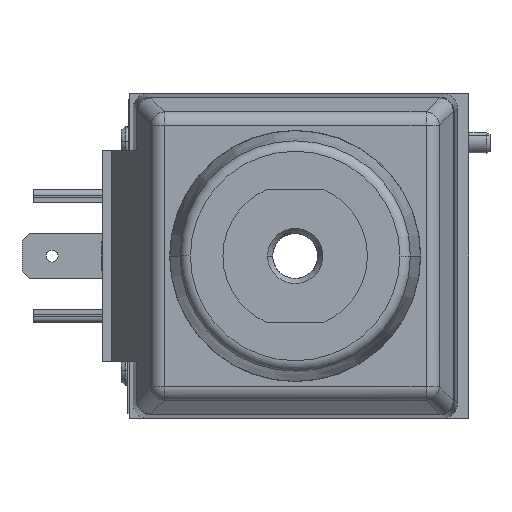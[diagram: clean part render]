
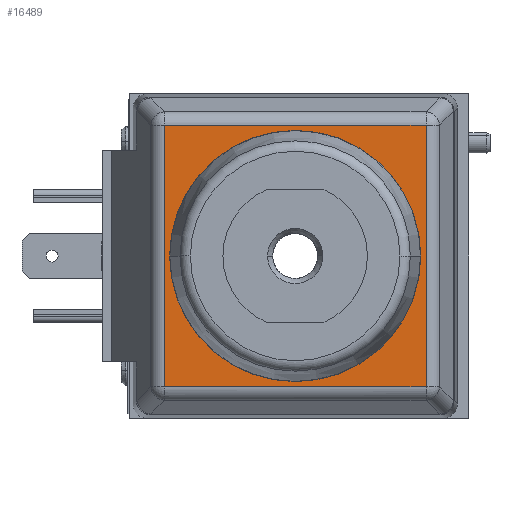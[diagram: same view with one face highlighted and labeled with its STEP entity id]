
A CAD part, left-side view. The second image highlights one B-rep face of the part: STEP entity #16489.
In plain terms, the highlighted planar face has unit normal (-1, 0, 0).
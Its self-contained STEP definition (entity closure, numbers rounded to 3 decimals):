
#3264=CARTESIAN_POINT('',(-98.575,24.6,0.));
#3265=DIRECTION('',(-1.,0.,0.));
#3266=DIRECTION('',(0.,1.,0.));
#3267=AXIS2_PLACEMENT_3D('',#3264,#3265,#3266);
#3269=CARTESIAN_POINT('',(-98.575,24.6,0.));
#3270=DIRECTION('',(-1.,0.,0.));
#3271=DIRECTION('',(0.,-1.,0.));
#3272=AXIS2_PLACEMENT_3D('',#3269,#3270,#3271);
#3283=DIRECTION('',(0.,0.,1.));
#3284=VECTOR('',#3283,37.079);
#3285=CARTESIAN_POINT('',(-98.575,43.141,-18.54));
#3286=LINE('',#3285,#3284);
#3333=DIRECTION('',(0.,1.,0.));
#3334=VECTOR('',#3333,37.08);
#3335=CARTESIAN_POINT('',(-98.575,6.06,-18.54));
#3336=LINE('',#3335,#3334);
#3383=DIRECTION('',(0.,0.,-1.));
#3384=VECTOR('',#3383,37.079);
#3385=CARTESIAN_POINT('',(-98.575,6.06,18.54));
#3386=LINE('',#3385,#3384);
#3433=DIRECTION('',(0.,-1.,0.));
#3434=VECTOR('',#3433,37.08);
#3435=CARTESIAN_POINT('',(-98.575,43.141,18.54));
#3436=LINE('',#3435,#3434);
#11723=CARTESIAN_POINT('',(-98.575,43.141,-18.54));
#11724=CARTESIAN_POINT('',(-98.575,43.141,18.54));
#11725=VERTEX_POINT('',#11723);
#11726=VERTEX_POINT('',#11724);
#11731=CARTESIAN_POINT('',(-98.575,6.06,18.54));
#11732=VERTEX_POINT('',#11731);
#11737=CARTESIAN_POINT('',(-98.575,6.06,-18.54));
#11738=VERTEX_POINT('',#11737);
#12057=CARTESIAN_POINT('',(-98.575,42.395,0.));
#12058=CARTESIAN_POINT('',(-98.575,6.805,0.));
#12059=VERTEX_POINT('',#12057);
#12060=VERTEX_POINT('',#12058);
#16469=CARTESIAN_POINT('',(-98.575,24.6,0.));
#16470=DIRECTION('',(-1.,0.,0.));
#16471=DIRECTION('',(0.,0.,1.));
#16472=AXIS2_PLACEMENT_3D('',#16469,#16470,#16471);
#16473=PLANE('',#16472);
#16475=ORIENTED_EDGE('',*,*,#16474,.T.);
#16477=ORIENTED_EDGE('',*,*,#16476,.T.);
#16479=ORIENTED_EDGE('',*,*,#16478,.T.);
#16481=ORIENTED_EDGE('',*,*,#16480,.T.);
#16482=EDGE_LOOP('',(#16475,#16477,#16479,#16481));
#16483=FACE_OUTER_BOUND('',#16482,.F.);
#16485=ORIENTED_EDGE('',*,*,#16484,.T.);
#16486=ORIENTED_EDGE('',*,*,#16459,.T.);
#16487=EDGE_LOOP('',(#16485,#16486));
#16488=FACE_BOUND('',#16487,.F.);
#16489=ADVANCED_FACE('',(#16483,#16488),#16473,.T.);
#3268=CIRCLE('',#3267,17.795);
#3273=CIRCLE('',#3272,17.795);
#16459=EDGE_CURVE('',#12060,#12059,#3273,.T.);
#16474=EDGE_CURVE('',#11725,#11726,#3286,.T.);
#16476=EDGE_CURVE('',#11726,#11732,#3436,.T.);
#16478=EDGE_CURVE('',#11732,#11738,#3386,.T.);
#16480=EDGE_CURVE('',#11738,#11725,#3336,.T.);
#16484=EDGE_CURVE('',#12059,#12060,#3268,.T.);
